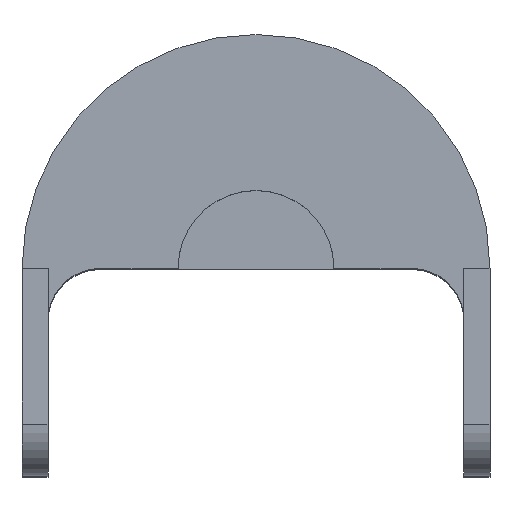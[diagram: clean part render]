
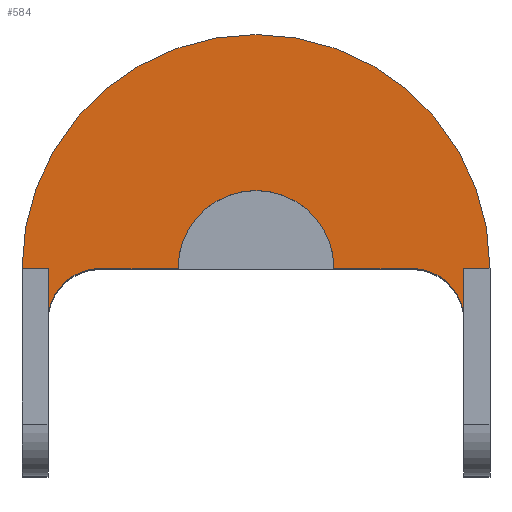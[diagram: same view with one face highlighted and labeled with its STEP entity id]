
A CAD part, top view. The second image highlights one B-rep face of the part: STEP entity #584.
In plain terms, the highlighted planar face has unit normal (0, 0, 1).
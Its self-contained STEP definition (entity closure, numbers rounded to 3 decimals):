
#34=PLANE('',#655);
#64=FACE_OUTER_BOUND('',#96,.T.);
#96=EDGE_LOOP('',(#521,#522,#523,#524,#525,#526,#527,#528,#529,#530));
#102=LINE('',#841,#158);
#115=LINE('',#875,#171);
#121=LINE('',#895,#177);
#143=LINE('',#954,#199);
#146=LINE('',#967,#202);
#152=LINE('',#977,#208);
#158=VECTOR('',#669,10.);
#171=VECTOR('',#694,10.);
#177=VECTOR('',#712,10.);
#199=VECTOR('',#768,10.);
#202=VECTOR('',#787,10.);
#208=VECTOR('',#799,10.);
#212=CIRCLE('',#601,1.);
#216=CIRCLE('',#607,1.);
#230=CIRCLE('',#635,1.5);
#238=CIRCLE('',#654,4.5);
#239=VERTEX_POINT('',#831);
#240=VERTEX_POINT('',#832);
#243=VERTEX_POINT('',#840);
#253=VERTEX_POINT('',#862);
#254=VERTEX_POINT('',#863);
#258=VERTEX_POINT('',#873);
#266=VERTEX_POINT('',#894);
#284=VERTEX_POINT('',#947);
#286=VERTEX_POINT('',#953);
#288=VERTEX_POINT('',#966);
#294=EDGE_CURVE('',#239,#240,#212,.T.);
#298=EDGE_CURVE('',#243,#239,#102,.T.);
#309=EDGE_CURVE('',#253,#254,#216,.F.);
#315=EDGE_CURVE('',#254,#258,#115,.T.);
#324=EDGE_CURVE('',#253,#266,#121,.T.);
#354=EDGE_CURVE('',#286,#240,#143,.T.);
#358=EDGE_CURVE('',#258,#286,#230,.T.);
#361=EDGE_CURVE('',#288,#266,#146,.T.);
#367=EDGE_CURVE('',#243,#284,#152,.T.);
#376=EDGE_CURVE('',#284,#288,#238,.T.);
#521=ORIENTED_EDGE('',*,*,#367,.T.);
#522=ORIENTED_EDGE('',*,*,#376,.T.);
#523=ORIENTED_EDGE('',*,*,#361,.T.);
#524=ORIENTED_EDGE('',*,*,#324,.F.);
#525=ORIENTED_EDGE('',*,*,#309,.T.);
#526=ORIENTED_EDGE('',*,*,#315,.T.);
#527=ORIENTED_EDGE('',*,*,#358,.T.);
#528=ORIENTED_EDGE('',*,*,#354,.T.);
#529=ORIENTED_EDGE('',*,*,#294,.F.);
#530=ORIENTED_EDGE('',*,*,#298,.F.);
#584=ADVANCED_FACE('',(#64),#34,.T.);
#601=AXIS2_PLACEMENT_3D('',#833,#661,#662);
#607=AXIS2_PLACEMENT_3D('',#864,#684,#685);
#635=AXIS2_PLACEMENT_3D('',#960,#775,#776);
#654=AXIS2_PLACEMENT_3D('',#995,#823,#824);
#655=AXIS2_PLACEMENT_3D('',#996,#825,#826);
#661=DIRECTION('center_axis',(0.,0.,1.));
#662=DIRECTION('ref_axis',(0.707,0.707,0.));
#669=DIRECTION('',(0.,-1.,0.));
#684=DIRECTION('center_axis',(0.,0.,1.));
#685=DIRECTION('ref_axis',(-0.707,0.707,0.));
#694=DIRECTION('',(1.,0.,0.));
#712=DIRECTION('',(0.,1.,0.));
#768=DIRECTION('',(1.,0.,0.));
#775=DIRECTION('center_axis',(0.,0.,-1.));
#776=DIRECTION('ref_axis',(1.,0.,0.));
#787=DIRECTION('',(1.,0.,0.));
#799=DIRECTION('',(1.,0.,0.));
#823=DIRECTION('center_axis',(0.,0.,1.));
#824=DIRECTION('ref_axis',(1.,0.,0.));
#825=DIRECTION('center_axis',(0.,0.,1.));
#826=DIRECTION('ref_axis',(1.,0.,0.));
#831=CARTESIAN_POINT('',(4.,-1.,12.));
#832=CARTESIAN_POINT('',(3.,0.,12.));
#833=CARTESIAN_POINT('Origin',(3.,-1.,12.));
#840=CARTESIAN_POINT('',(4.,0.,12.));
#841=CARTESIAN_POINT('',(4.,1.125,12.));
#862=CARTESIAN_POINT('',(-4.,-1.,12.));
#863=CARTESIAN_POINT('',(-3.,0.,12.));
#864=CARTESIAN_POINT('Origin',(-3.,-1.,12.));
#873=CARTESIAN_POINT('',(-1.5,0.,12.));
#875=CARTESIAN_POINT('',(4.5,0.,12.));
#894=CARTESIAN_POINT('',(-4.,0.,12.));
#895=CARTESIAN_POINT('',(-4.,-0.875,12.));
#947=CARTESIAN_POINT('',(4.5,0.,12.));
#953=CARTESIAN_POINT('',(1.5,0.,12.));
#954=CARTESIAN_POINT('',(4.5,0.,12.));
#960=CARTESIAN_POINT('Origin',(0.,0.,12.));
#966=CARTESIAN_POINT('',(-4.5,0.,12.));
#967=CARTESIAN_POINT('',(4.5,0.,12.));
#977=CARTESIAN_POINT('',(4.5,0.,12.));
#995=CARTESIAN_POINT('Origin',(0.,0.,12.));
#996=CARTESIAN_POINT('Origin',(0.,2.25,12.));
